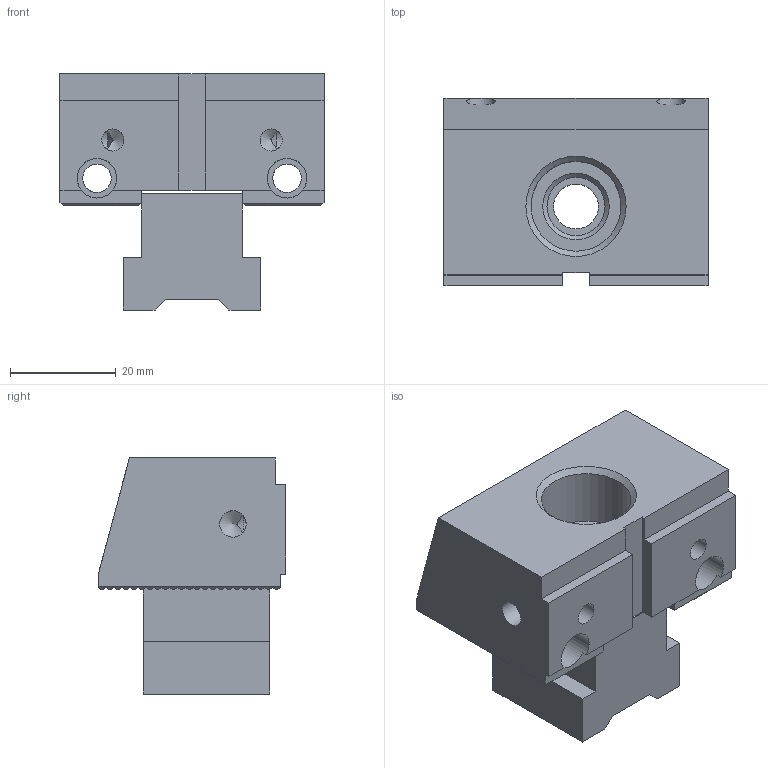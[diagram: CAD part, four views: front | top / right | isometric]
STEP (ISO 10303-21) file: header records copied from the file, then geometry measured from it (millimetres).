
FILE_DESCRIPTION( ( 'Unknown' ), '1' );
FILE_NAME( 'SVF-ABS03-505.stp', 'Unknown', ( 'Unknown' ), ( 'Unknown' ), 'PSStep 17.0.49', 'Unknown', ' ' );
FILE_SCHEMA( ( 'AUTOMOTIVE_DESIGN { 1 0 10303 214 1 1 1 1 }' ) );
Length unit declared in the file: millimetre
Products named in the file (3): Assem1; 1-SVF-ABS03-505-1; 1-SVF-AB03-50-2
Assembly tree (2 placements, depth 2):
  Assem1
    1-SVF-ABS03-505-1
    1-SVF-AB03-50-2
Bounding box: 50 x 35.5 x 44.7 mm (x, y, z)
Volume: 40883.6 mm3; surface area: 14114 mm2
Topology: 2 solids, 2 shells, 199 faces, 597 edges, 399 vertices
Faces by surface type: plane 181, cylinder 11, cone 7
Full cylindrical faces by diameter (mm): 4.2 x2, 5 x2, 5.4 x2, 7.5 x2, 8.5 x1, 11 x1, 17 x1
Entity records: 8116 total; most frequent: CARTESIAN_POINT 1240, ORIENTED_EDGE 1126, DIRECTION 988, EDGE_CURVE 563, LINE 526, VECTOR 526, VERTEX_POINT 383, AXIS2_PLACEMENT_3D 231
